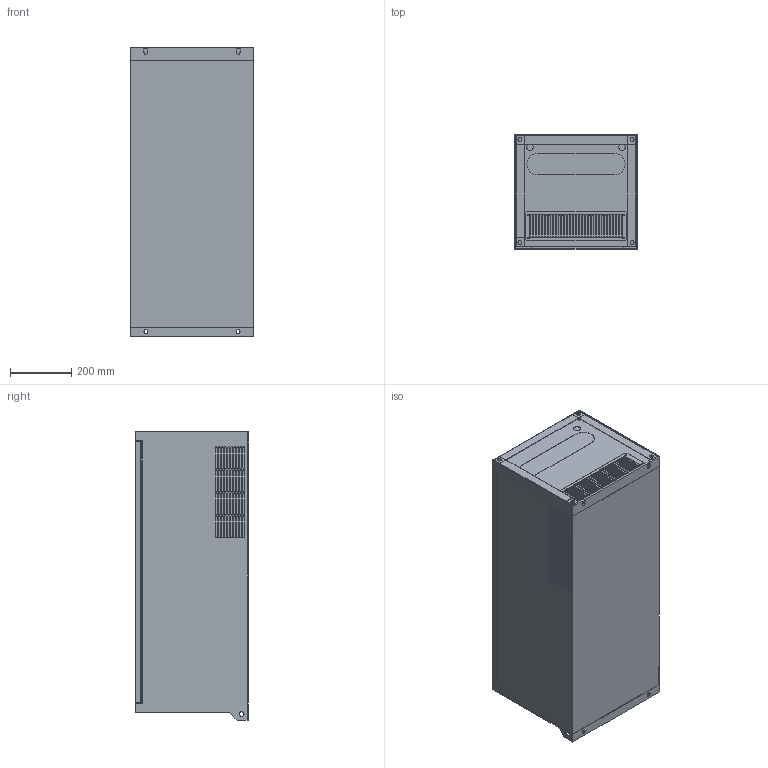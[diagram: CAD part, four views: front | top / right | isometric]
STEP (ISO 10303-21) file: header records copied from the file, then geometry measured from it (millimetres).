
FILE_DESCRIPTION (( 'STEP AP214' ), '1' );
FILE_NAME ('CNT-A310D33V132-160TE.STEP', '2026-02-26T10:00:11', ( '' ), ( '' ), 'SwSTEP 2.0', 'SolidWorks 2022', '' );
FILE_SCHEMA (( 'AUTOMOTIVE_DESIGN' ));
Length unit declared in the file: millimetre
Products named in the file (1): CNT-A310D33V132-160TE
Bounding box: 400 x 370 x 940 mm (x, y, z)
Volume: 130363820.5 mm3; surface area: 2101816.1 mm2
Topology: 3 solids, 4 shells, 796 faces, 2007 edges, 1310 vertices
Faces by surface type: plane 493, cylinder 303
Entity records: 24118 total; most frequent: DIRECTION 4203, CARTESIAN_POINT 4165, ORIENTED_EDGE 4014, EDGE_CURVE 2007, AXIS2_PLACEMENT_3D 1403, VECTOR 1397, LINE 1397, VERTEX_POINT 1310
